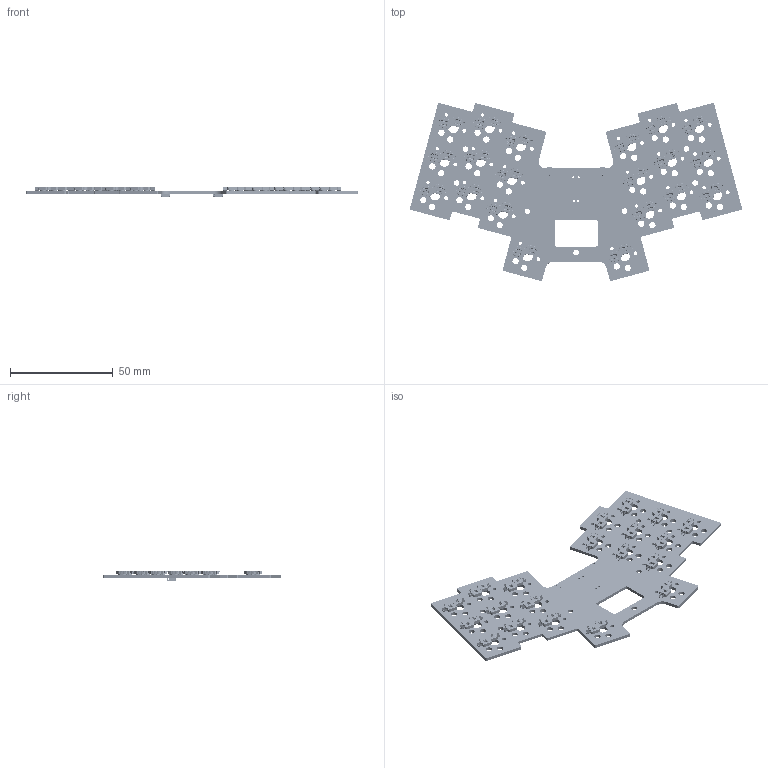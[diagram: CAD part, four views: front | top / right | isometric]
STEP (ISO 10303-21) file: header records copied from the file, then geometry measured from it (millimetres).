
FILE_DESCRIPTION(('KiCad electronic assembly'),'2;1');
FILE_NAME('capsule3_wwa.step','2025-06-21T20:04:31',('Pcbnew'),('Kicad') ,'Open CASCADE STEP processor 7.8','KiCad to STEP converter','Unknown' );
FILE_SCHEMA(('AUTOMOTIVE_DESIGN { 1 0 10303 214 1 1 1 1 }'));
Length unit declared in the file: millimetre
Products named in the file (4): capsule3_wwa 1; SW_Hotswap_Kailh_Choc_V1; EVQPU-LC-02K; 10X2HS_PCB
Assembly tree (23 placements, depth 2):
  capsule3_wwa 1
    SW_Hotswap_Kailh_Choc_V1  x20
    EVQPU-LC-02K  x2
    10X2HS_PCB
Bounding box: 161.51 x 86.52 x 5.12 mm (x, y, z)
Volume: 12837.6 mm3; surface area: 23315 mm2
Topology: 63 solids, 63 shells, 10748 faces, 29133 edges, 18766 vertices
Faces by surface type: plane 7533, cylinder 2483, bspline 644, cone 88
Full cylindrical faces by diameter (mm): 0.75 x4, 1 x4, 1.6 x20, 1.9 x40, 2.7 x7, 3.05 x40, 5.05 x20
Entity records: 48066 total; most frequent: CARTESIAN_POINT 9652, ORIENTED_EDGE 7552, DIRECTION 6609, EDGE_CURVE 3775, LINE 3089, VECTOR 3089, VERTEX_POINT 2479, AXIS2_PLACEMENT_3D 1760
